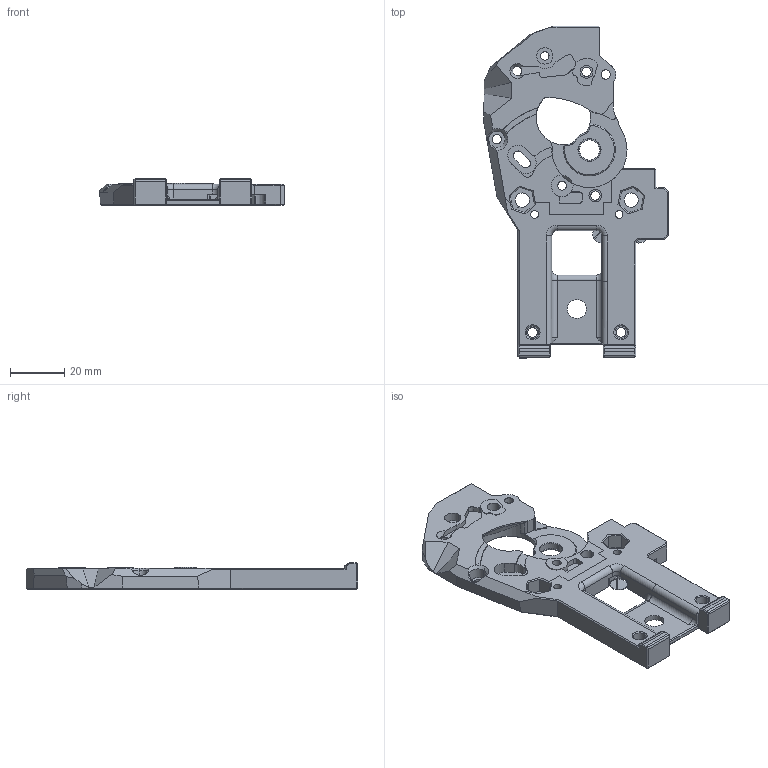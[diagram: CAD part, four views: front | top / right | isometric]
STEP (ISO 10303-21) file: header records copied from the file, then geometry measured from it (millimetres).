
FILE_DESCRIPTION (( 'STEP AP214' ), '1' );
FILE_NAME ('Voron_Stealthburner_3-Wheeler_Adapter_YaaJ.STEP', '2024-01-24T23:44:38', ( '' ), ( '' ), '', '', '' );
FILE_SCHEMA (( 'AUTOMOTIVE_DESIGN' ));
Length unit declared in the file: millimetre
Products named in the file (1): Voron_Stealthburner_3-Wheeler_Adapter_YaaJ
Bounding box: 67.78 x 121.9 x 9.8 mm (x, y, z)
Volume: 29451.8 mm3; surface area: 16096.2 mm2
Topology: 5 solids, 7 shells, 566 faces, 1448 edges, 914 vertices
Faces by surface type: plane 277, cylinder 196, cone 80, torus 7, bspline 6
Entity records: 21322 total; most frequent: CARTESIAN_POINT 3887, DIRECTION 2992, ORIENTED_EDGE 2896, EDGE_CURVE 1448, AXIS2_PLACEMENT_3D 1069, VERTEX_POINT 914, VECTOR 854, LINE 854
